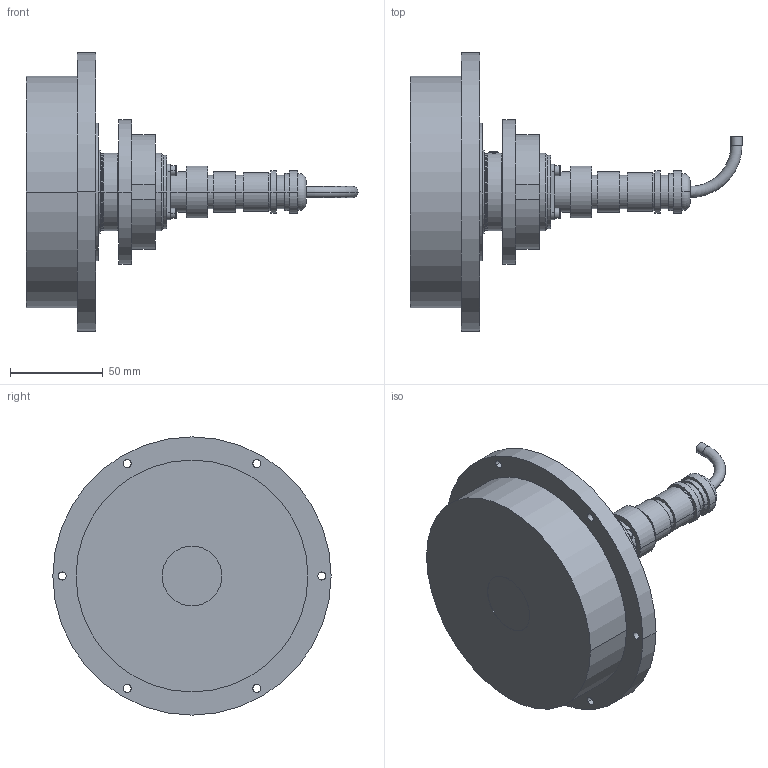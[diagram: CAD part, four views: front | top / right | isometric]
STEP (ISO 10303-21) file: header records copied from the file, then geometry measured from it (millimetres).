
FILE_DESCRIPTION((''),'2;1');
FILE_NAME('31102131_A.stp','2020-02-17T16:37:45',(''),(''),'Mechanical Desktop 2009','Mechanical Desktop 2009',', , ');
FILE_SCHEMA(('CONFIG_CONTROL_DESIGN'));
Length unit declared in the file: millimetre
Products named in the file (36): ZEICHNUNG8; R50563; R4753004; TEIL1AAAAA; R47533; TEIL1AA; R51476; TEIL1AAA; R51468; TEIL1A; U-SCHEIBE_78_43X7; U-SCHEIBE_43_78X7; NUTMUTTER_M42X1_5; NUTMUTTER_M42X1_5A; R47574; TEIL1; RILLENKUGELLAGER_61818TA; RILLENKUGELLAGER_61818T; SENKSCHRAUBE_I-6KT_M3X8_ROSTFA; SENKSCHRAUBE_I-6KT_M3X8_ROSTF; PASSKERBSTIFT_5X10; PASSKERBSTIFT_5X10A; I-6KT_SCHRAUBE_M3X6A; I-6KT_SCHRAUBE_M3X6; R47572; TEIL1AAAA; R47573; TEIL1AAAAAA; SENKSCHRAUBE_I-6KT_M3X12; SENKSCHRAUBE_I-6KT_M3X12A; KABELDOSE_PG_AMPH_4-POLA; KABELDOSE_PG_AMPH_4-POL; RM_SDB; FLANSCHDOSE_14S-2P_4-POLIGA; FLANSCHDOSE_14S-2P_4-POLIG; RM_SDBA
Assembly tree (43 placements, depth 4):
  ZEICHNUNG8
    R50563
      R4753004
        TEIL1AAAAA
      R47533
        TEIL1AA
      R51476
        TEIL1AAA
      R51468
        TEIL1A
      U-SCHEIBE_78_43X7
        U-SCHEIBE_43_78X7
      NUTMUTTER_M42X1_5
        NUTMUTTER_M42X1_5A
      R47574
        TEIL1
      RILLENKUGELLAGER_61818TA  x2
        RILLENKUGELLAGER_61818T
      SENKSCHRAUBE_I-6KT_M3X8_ROSTFA  x3
        SENKSCHRAUBE_I-6KT_M3X8_ROSTF
      PASSKERBSTIFT_5X10
        PASSKERBSTIFT_5X10A
      I-6KT_SCHRAUBE_M3X6A  x4
        I-6KT_SCHRAUBE_M3X6
      R47572
        TEIL1AAAA
      R47573
        TEIL1AAAAAA
      SENKSCHRAUBE_I-6KT_M3X12  x4
        SENKSCHRAUBE_I-6KT_M3X12A
      KABELDOSE_PG_AMPH_4-POLA
        KABELDOSE_PG_AMPH_4-POL
    RM_SDB  x3
  FLANSCHDOSE_14S-2P_4-POLIGA
  FLANSCHDOSE_14S-2P_4-POLIG
  RM_SDBA
Bounding box: 179 x 150 x 150 mm (x, y, z)
Volume: 566851.2 mm3; surface area: 206899.3 mm2
Topology: 24 solids, 24 shells, 550 faces, 1268 edges, 798 vertices
Faces by surface type: cylinder 250, plane 158, cone 102, torus 30, bspline 10
Entity records: 13817 total; most frequent: CARTESIAN_POINT 2731, DIRECTION 2459, ORIENTED_EDGE 1906, AXIS2_PLACEMENT_3D 1041, EDGE_CURVE 953, VERTEX_POINT 615, CIRCLE 560, EDGE_LOOP 522
